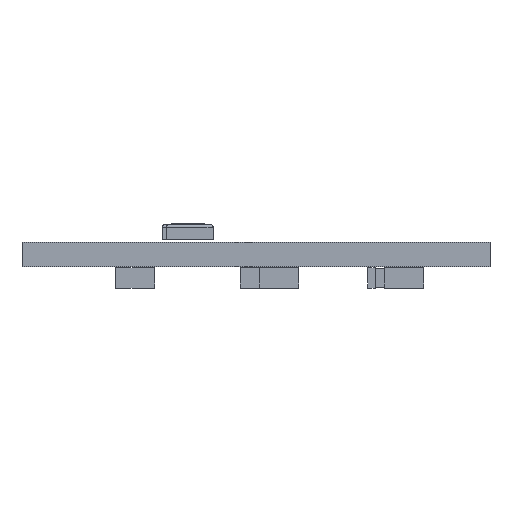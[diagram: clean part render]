
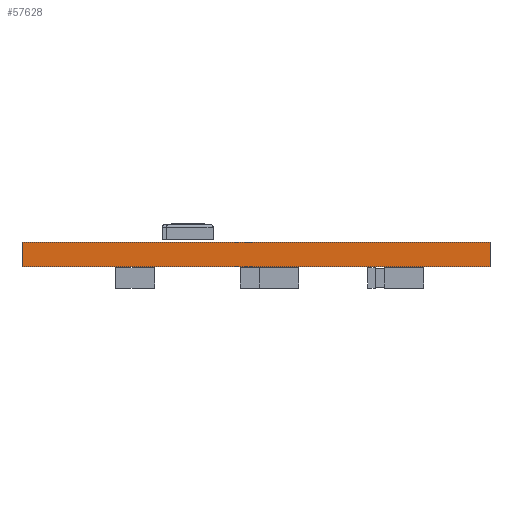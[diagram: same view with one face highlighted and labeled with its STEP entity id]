
A CAD part, front view. The second image highlights one B-rep face of the part: STEP entity #57628.
In plain terms, the highlighted planar face has unit normal (0, -1, 0).
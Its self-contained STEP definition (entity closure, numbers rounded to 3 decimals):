
#57447 = PLANE('',#57448);
#57448 = AXIS2_PLACEMENT_3D('',#57449,#57450,#57451);
#57449 = CARTESIAN_POINT('',(514.,-288.5,0.));
#57450 = DIRECTION('',(1.,0.,0.));
#57451 = DIRECTION('',(0.,-1.,0.));
#57472 = VERTEX_POINT('',#57473);
#57473 = CARTESIAN_POINT('',(514.,-323.5,1.6));
#57487 = PLANE('',#57488);
#57488 = AXIS2_PLACEMENT_3D('',#57489,#57490,#57491);
#57489 = CARTESIAN_POINT('',(514.,-288.5,1.6));
#57490 = DIRECTION('',(0.,0.,-1.));
#57491 = DIRECTION('',(-1.,0.,0.));
#57499 = EDGE_CURVE('',#57500,#57472,#57502,.T.);
#57500 = VERTEX_POINT('',#57501);
#57501 = CARTESIAN_POINT('',(514.,-323.5,0.));
#57502 = SURFACE_CURVE('',#57503,(#57507,#57514),.PCURVE_S1.);
#57503 = LINE('',#57504,#57505);
#57504 = CARTESIAN_POINT('',(514.,-323.5,0.));
#57505 = VECTOR('',#57506,1.);
#57506 = DIRECTION('',(0.,0.,1.));
#57507 = PCURVE('',#57447,#57508);
#57508 = DEFINITIONAL_REPRESENTATION('',(#57509),#57513);
#57509 = LINE('',#57510,#57511);
#57510 = CARTESIAN_POINT('',(35.,0.));
#57511 = VECTOR('',#57512,1.);
#57512 = DIRECTION('',(0.,-1.));
#57513 = ( GEOMETRIC_REPRESENTATION_CONTEXT(2) 
PARAMETRIC_REPRESENTATION_CONTEXT() REPRESENTATION_CONTEXT('2D SPACE',''
  ) );
#57514 = PCURVE('',#57515,#57520);
#57515 = PLANE('',#57516);
#57516 = AXIS2_PLACEMENT_3D('',#57517,#57518,#57519);
#57517 = CARTESIAN_POINT('',(514.,-323.5,0.));
#57518 = DIRECTION('',(0.,1.,0.));
#57519 = DIRECTION('',(1.,0.,0.));
#57520 = DEFINITIONAL_REPRESENTATION('',(#57521),#57525);
#57521 = LINE('',#57522,#57523);
#57522 = CARTESIAN_POINT('',(0.,0.));
#57523 = VECTOR('',#57524,1.);
#57524 = DIRECTION('',(0.,-1.));
#57525 = ( GEOMETRIC_REPRESENTATION_CONTEXT(2) 
PARAMETRIC_REPRESENTATION_CONTEXT() REPRESENTATION_CONTEXT('2D SPACE',''
  ) );
#57541 = PLANE('',#57542);
#57542 = AXIS2_PLACEMENT_3D('',#57543,#57544,#57545);
#57543 = CARTESIAN_POINT('',(514.,-288.5,0.));
#57544 = DIRECTION('',(0.,0.,-1.));
#57545 = DIRECTION('',(-1.,0.,0.));
#57574 = PLANE('',#57575);
#57575 = AXIS2_PLACEMENT_3D('',#57576,#57577,#57578);
#57576 = CARTESIAN_POINT('',(544.,-323.5,0.));
#57577 = DIRECTION('',(-1.,0.,0.));
#57578 = DIRECTION('',(0.,1.,0.));
#57628 = ADVANCED_FACE('',(#57629),#57515,.F.);
#57629 = FACE_BOUND('',#57630,.F.);
#57630 = EDGE_LOOP('',(#57631,#57632,#57655,#57678));
#57631 = ORIENTED_EDGE('',*,*,#57499,.T.);
#57632 = ORIENTED_EDGE('',*,*,#57633,.T.);
#57633 = EDGE_CURVE('',#57472,#57634,#57636,.T.);
#57634 = VERTEX_POINT('',#57635);
#57635 = CARTESIAN_POINT('',(544.,-323.5,1.6));
#57636 = SURFACE_CURVE('',#57637,(#57641,#57648),.PCURVE_S1.);
#57637 = LINE('',#57638,#57639);
#57638 = CARTESIAN_POINT('',(514.,-323.5,1.6));
#57639 = VECTOR('',#57640,1.);
#57640 = DIRECTION('',(1.,0.,0.));
#57641 = PCURVE('',#57515,#57642);
#57642 = DEFINITIONAL_REPRESENTATION('',(#57643),#57647);
#57643 = LINE('',#57644,#57645);
#57644 = CARTESIAN_POINT('',(0.,-1.6));
#57645 = VECTOR('',#57646,1.);
#57646 = DIRECTION('',(1.,0.));
#57647 = ( GEOMETRIC_REPRESENTATION_CONTEXT(2) 
PARAMETRIC_REPRESENTATION_CONTEXT() REPRESENTATION_CONTEXT('2D SPACE',''
  ) );
#57648 = PCURVE('',#57487,#57649);
#57649 = DEFINITIONAL_REPRESENTATION('',(#57650),#57654);
#57650 = LINE('',#57651,#57652);
#57651 = CARTESIAN_POINT('',(0.,-35.));
#57652 = VECTOR('',#57653,1.);
#57653 = DIRECTION('',(-1.,0.));
#57654 = ( GEOMETRIC_REPRESENTATION_CONTEXT(2) 
PARAMETRIC_REPRESENTATION_CONTEXT() REPRESENTATION_CONTEXT('2D SPACE',''
  ) );
#57655 = ORIENTED_EDGE('',*,*,#57656,.F.);
#57656 = EDGE_CURVE('',#57657,#57634,#57659,.T.);
#57657 = VERTEX_POINT('',#57658);
#57658 = CARTESIAN_POINT('',(544.,-323.5,0.));
#57659 = SURFACE_CURVE('',#57660,(#57664,#57671),.PCURVE_S1.);
#57660 = LINE('',#57661,#57662);
#57661 = CARTESIAN_POINT('',(544.,-323.5,0.));
#57662 = VECTOR('',#57663,1.);
#57663 = DIRECTION('',(0.,0.,1.));
#57664 = PCURVE('',#57515,#57665);
#57665 = DEFINITIONAL_REPRESENTATION('',(#57666),#57670);
#57666 = LINE('',#57667,#57668);
#57667 = CARTESIAN_POINT('',(30.,0.));
#57668 = VECTOR('',#57669,1.);
#57669 = DIRECTION('',(0.,-1.));
#57670 = ( GEOMETRIC_REPRESENTATION_CONTEXT(2) 
PARAMETRIC_REPRESENTATION_CONTEXT() REPRESENTATION_CONTEXT('2D SPACE',''
  ) );
#57671 = PCURVE('',#57574,#57672);
#57672 = DEFINITIONAL_REPRESENTATION('',(#57673),#57677);
#57673 = LINE('',#57674,#57675);
#57674 = CARTESIAN_POINT('',(0.,0.));
#57675 = VECTOR('',#57676,1.);
#57676 = DIRECTION('',(0.,-1.));
#57677 = ( GEOMETRIC_REPRESENTATION_CONTEXT(2) 
PARAMETRIC_REPRESENTATION_CONTEXT() REPRESENTATION_CONTEXT('2D SPACE',''
  ) );
#57678 = ORIENTED_EDGE('',*,*,#57679,.F.);
#57679 = EDGE_CURVE('',#57500,#57657,#57680,.T.);
#57680 = SURFACE_CURVE('',#57681,(#57685,#57692),.PCURVE_S1.);
#57681 = LINE('',#57682,#57683);
#57682 = CARTESIAN_POINT('',(514.,-323.5,0.));
#57683 = VECTOR('',#57684,1.);
#57684 = DIRECTION('',(1.,0.,0.));
#57685 = PCURVE('',#57515,#57686);
#57686 = DEFINITIONAL_REPRESENTATION('',(#57687),#57691);
#57687 = LINE('',#57688,#57689);
#57688 = CARTESIAN_POINT('',(0.,0.));
#57689 = VECTOR('',#57690,1.);
#57690 = DIRECTION('',(1.,0.));
#57691 = ( GEOMETRIC_REPRESENTATION_CONTEXT(2) 
PARAMETRIC_REPRESENTATION_CONTEXT() REPRESENTATION_CONTEXT('2D SPACE',''
  ) );
#57692 = PCURVE('',#57541,#57693);
#57693 = DEFINITIONAL_REPRESENTATION('',(#57694),#57698);
#57694 = LINE('',#57695,#57696);
#57695 = CARTESIAN_POINT('',(0.,-35.));
#57696 = VECTOR('',#57697,1.);
#57697 = DIRECTION('',(-1.,0.));
#57698 = ( GEOMETRIC_REPRESENTATION_CONTEXT(2) 
PARAMETRIC_REPRESENTATION_CONTEXT() REPRESENTATION_CONTEXT('2D SPACE',''
  ) );
